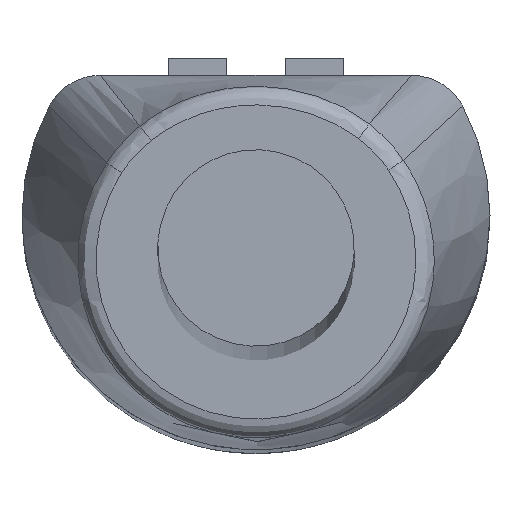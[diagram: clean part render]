
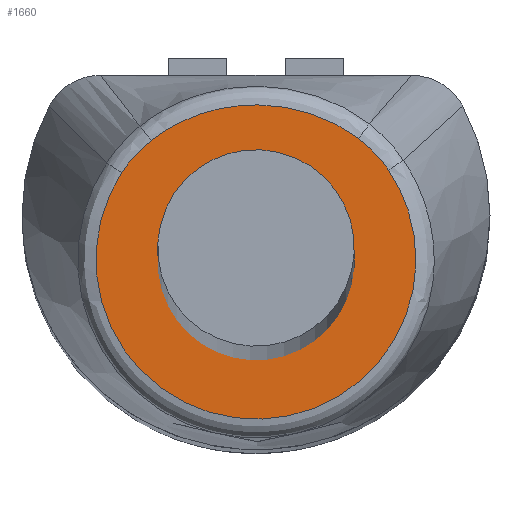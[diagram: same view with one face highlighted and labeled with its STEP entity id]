
A CAD part, top view. The second image highlights one B-rep face of the part: STEP entity #1660.
In plain terms, the highlighted planar face has unit normal (0, 0, 1).
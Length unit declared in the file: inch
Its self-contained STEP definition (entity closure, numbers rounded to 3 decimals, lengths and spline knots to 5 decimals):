
#43 = CARTESIAN_POINT ( 'NONE',  ( -0.14227, -0.05865, 1.27687 ) ) ;
#111 = CARTESIAN_POINT ( 'NONE',  ( -0.10712, 0.07654, 1.27687 ) ) ;
#157 = CARTESIAN_POINT ( 'NONE',  ( -0.10268, 0.06997, 1.27687 ) ) ;
#220 = CARTESIAN_POINT ( 'NONE',  ( -0.23575, 0.08102, 1.27687 ) ) ;
#328 = VERTEX_POINT ( 'NONE', #3225 ) ;
#423 = AXIS2_PLACEMENT_3D ( 'NONE', #5034, #2538, #3075 ) ;
#460 = CARTESIAN_POINT ( 'NONE',  ( -0.09431, -0.01067, 1.27687 ) ) ;
#476 = CARTESIAN_POINT ( 'NONE',  ( -0.2549, -0.00501, 1.27687 ) ) ;
#530 = ORIENTED_EDGE ( 'NONE', *, *, #2014, .T. ) ;
#757 = CARTESIAN_POINT ( 'NONE',  ( -0.0984, 0.06363, 1.27687 ) ) ;
#899 = ORIENTED_EDGE ( 'NONE', *, *, #944, .T. ) ;
#921 = CARTESIAN_POINT ( 'NONE',  ( -0.10268, 0.06997, 1.27687 ) ) ;
#944 = EDGE_CURVE ( 'NONE', #5858, #328, #3810, .T. ) ;
#961 = CARTESIAN_POINT ( 'NONE',  ( -0.20328, -0.05922, 1.27687 ) ) ;
#984 = CARTESIAN_POINT ( 'NONE',  ( -0.08778, 0.01924, 1.27687 ) ) ;
#1000 = CARTESIAN_POINT ( 'NONE',  ( -0.09502, 0.05678, 1.27687 ) ) ;
#1014 = CARTESIAN_POINT ( 'NONE',  ( -0.12269, 0.08985, 1.27687 ) ) ;
#1036 = CARTESIAN_POINT ( 'NONE',  ( -0.14028, 0.09876, 1.27687 ) ) ;
#1156 = CARTESIAN_POINT ( 'NONE',  ( -0.22955, 0.08587, 1.27687 ) ) ;
#1175 = CARTESIAN_POINT ( 'NONE',  ( -0.194, 0.1027, 1.27687 ) ) ;
#1325 = EDGE_CURVE ( 'NONE', #4230, #5858, #5501, .T. ) ;
#1457 = EDGE_CURVE ( 'NONE', #4306, #4230, #6013, .T. ) ;
#1532 = CARTESIAN_POINT ( 'NONE',  ( -0.13567, 0.09687, 1.27687 ) ) ;
#1534 = CARTESIAN_POINT ( 'NONE',  ( -0.25215, -0.01215, 1.27687 ) ) ;
#1552 = CARTESIAN_POINT ( 'NONE',  ( -0.18427, 0.10435, 1.27687 ) ) ;
#1660 = ADVANCED_FACE ( 'NONE', ( #4204 ), #6060, .T. ) ;
#1787 = CARTESIAN_POINT ( 'NONE',  ( -0.24531, 0.06864, 1.27687 ) ) ;
#2014 = EDGE_CURVE ( 'NONE', #328, #4306, #4983, .T. ) ;
#2046 = CARTESIAN_POINT ( 'NONE',  ( -0.25738, 0.04051, 1.27687 ) ) ;
#2160 = CARTESIAN_POINT ( 'NONE',  ( -0.12893, 0.09375, 1.27687 ) ) ;
#2495 = CARTESIAN_POINT ( 'NONE',  ( -0.09169, -0.0035, 1.27687 ) ) ;
#2538 = DIRECTION ( 'NONE',  ( 0., 0., 1. ) ) ;
#2539 = CARTESIAN_POINT ( 'NONE',  ( -0.08838, 0.01158, 1.27687 ) ) ;
#2562 = CARTESIAN_POINT ( 'NONE',  ( -0.21309, 0.09661, 1.27687 ) ) ;
#2619 = CARTESIAN_POINT ( 'NONE',  ( -0.10268, 0.06997, 1.27687 ) ) ;
#2657 = CARTESIAN_POINT ( 'NONE',  ( -0.16431, 0.10492, 1.27687 ) ) ;
#2862 = CARTESIAN_POINT ( 'NONE',  ( -0.22955, 0.08587, 1.27687 ) ) ;
#2997 = CARTESIAN_POINT ( 'NONE',  ( -0.09009, 0.04204, 1.27687 ) ) ;
#3017 = CARTESIAN_POINT ( 'NONE',  ( -0.24102, -0.03244, 1.27687 ) ) ;
#3036 = CARTESIAN_POINT ( 'NONE',  ( -0.25869, 0.03294, 1.27687 ) ) ;
#3052 = CARTESIAN_POINT ( 'NONE',  ( -0.15727, -0.06289, 1.27687 ) ) ;
#3075 = DIRECTION ( 'NONE',  ( 0., -1., 0. ) ) ;
#3167 = CARTESIAN_POINT ( 'NONE',  ( -0.14268, 0.09964, 1.27687 ) ) ;
#3184 = CARTESIAN_POINT ( 'NONE',  ( -0.15455, 0.10344, 1.27687 ) ) ;
#3225 = CARTESIAN_POINT ( 'NONE',  ( -0.11876, 0.0869, 1.27687 ) ) ;
#3458 = ORIENTED_EDGE ( 'NONE', *, *, #1457, .T. ) ;
#3601 = CARTESIAN_POINT ( 'NONE',  ( -0.11248, 0.08218, 1.27687 ) ) ;
#3631 = CARTESIAN_POINT ( 'NONE',  ( -0.22178, 0.09194, 1.27687 ) ) ;
#3655 = CARTESIAN_POINT ( 'NONE',  ( -0.24531, 0.06864, 1.27687 ) ) ;
#3810 = B_SPLINE_CURVE_WITH_KNOTS ( 'NONE', 3,
 ( #2619, #111, #3601, #5164 ),
 .UNSPECIFIED., .F., .F.,
 ( 4, 4 ),
 ( 0., 1. ),
 .UNSPECIFIED. ) ;
#3946 = CARTESIAN_POINT ( 'NONE',  ( -0.23008, -0.04356, 1.27687 ) ) ;
#3961 = CARTESIAN_POINT ( 'NONE',  ( -0.10514, -0.03114, 1.27687 ) ) ;
#3975 = CARTESIAN_POINT ( 'NONE',  ( -0.25849, 0.00999, 1.27687 ) ) ;
#4204 = FACE_OUTER_BOUND ( 'NONE', #6426, .T. ) ;
#4230 = VERTEX_POINT ( 'NONE', #3655 ) ;
#4306 = VERTEX_POINT ( 'NONE', #2862 ) ;
#4341 = ORIENTED_EDGE ( 'NONE', *, *, #1325, .T. ) ;
#4676 = CARTESIAN_POINT ( 'NONE',  ( -0.17934, 0.10478, 1.27687 ) ) ;
#4778 = CARTESIAN_POINT ( 'NONE',  ( -0.241, 0.07528, 1.27687 ) ) ;
#4967 = CARTESIAN_POINT ( 'NONE',  ( -0.24531, 0.06864, 1.27687 ) ) ;
#4983 = B_SPLINE_CURVE_WITH_KNOTS ( 'NONE', 3,
 ( #5714, #1014, #2160, #1532, #1036, #3167, #3184, #2657, #4676, #1552, #1175, #6082, #2562, #3631, #1156 ),
 .UNSPECIFIED., .F., .F.,
 ( 4, 1, 2, 2, 2, 2, 2, 4 ),
 ( 0., 0.125, 0.1875, 0.25, 0.5, 0.625, 0.75, 1. ),
 .UNSPECIFIED. ) ;
#5034 = CARTESIAN_POINT ( 'NONE',  ( -0.1736, 0.02642, 1.27687 ) ) ;
#5035 = CARTESIAN_POINT ( 'NONE',  ( -0.18825, -0.06316, 1.27687 ) ) ;
#5064 = CARTESIAN_POINT ( 'NONE',  ( -0.24947, 0.06222, 1.27687 ) ) ;
#5164 = CARTESIAN_POINT ( 'NONE',  ( -0.11876, 0.0869, 1.27687 ) ) ;
#5307 = CARTESIAN_POINT ( 'NONE',  ( -0.22955, 0.08587, 1.27687 ) ) ;
#5501 = B_SPLINE_CURVE_WITH_KNOTS ( 'NONE', 3,
 ( #4967, #5064, #6044, #2046, #3036, #5573, #3975, #476, #1534, #3017, #3946, #961, #5035, #3052, #43, #5557, #3961, #460, #2495, #2539, #984, #6061, #2997, #1000, #757, #921 ),
 .UNSPECIFIED., .F., .F.,
 ( 4, 2, 2, 2, 2, 2, 2, 2, 2, 2, 2, 2, 4 ),
 ( 0., 0.0625, 0.125, 0.1875, 0.25, 0.375, 0.5, 0.625, 0.75, 0.8125, 0.875, 0.9375, 1. ),
 .UNSPECIFIED. ) ;
#5557 = CARTESIAN_POINT ( 'NONE',  ( -0.11584, -0.04255, 1.27687 ) ) ;
#5573 = CARTESIAN_POINT ( 'NONE',  ( -0.25927, 0.01765, 1.27687 ) ) ;
#5714 = CARTESIAN_POINT ( 'NONE',  ( -0.11876, 0.0869, 1.27687 ) ) ;
#5858 = VERTEX_POINT ( 'NONE', #157 ) ;
#6013 = B_SPLINE_CURVE_WITH_KNOTS ( 'NONE', 3,
 ( #5307, #220, #4778, #1787 ),
 .UNSPECIFIED., .F., .F.,
 ( 4, 4 ),
 ( 0., 1. ),
 .UNSPECIFIED. ) ;
#6044 = CARTESIAN_POINT ( 'NONE',  ( -0.25273, 0.05526, 1.27687 ) ) ;
#6060 = PLANE ( 'NONE',  #423 ) ;
#6061 = CARTESIAN_POINT ( 'NONE',  ( -0.08865, 0.03456, 1.27687 ) ) ;
#6082 = CARTESIAN_POINT ( 'NONE',  ( -0.19871, 0.10151, 1.27687 ) ) ;
#6426 = EDGE_LOOP ( 'NONE', ( #3458, #4341, #899, #530 ) ) ;
